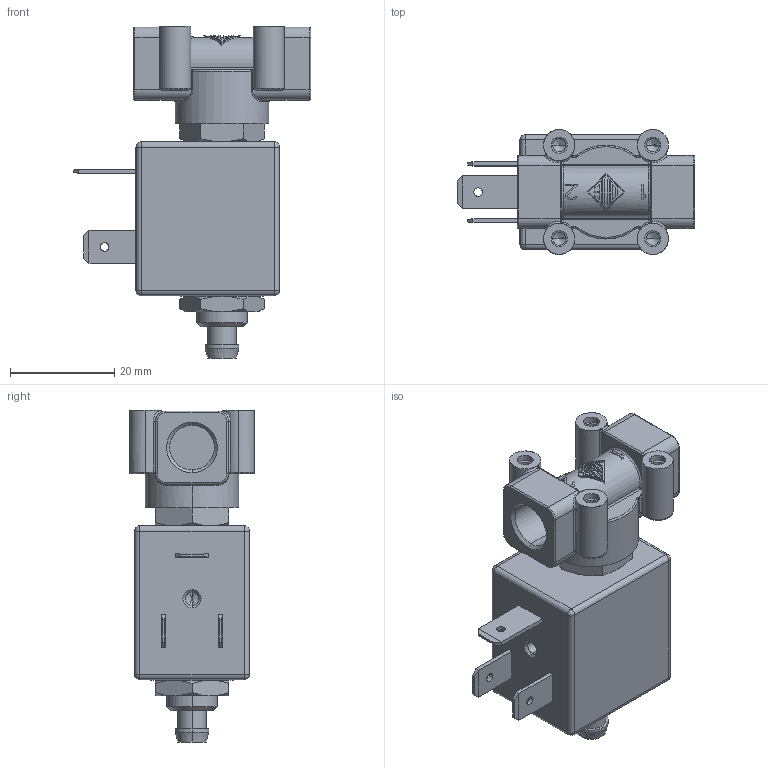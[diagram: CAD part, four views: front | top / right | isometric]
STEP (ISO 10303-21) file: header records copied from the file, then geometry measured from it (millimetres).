
FILE_DESCRIPTION((''),'2;1');
FILE_NAME('31JP1XPV12_LBA_INGOMBRO_ASM','2010-02-10T',('romeri'),('O.D.E.'),'PRO/ENGINEER BY PARAMETRIC TECHNOLOGY CORPORATION, 2005450','PRO/ENGINEER BY PARAMETRIC TECHNOLOGY CORPORATION, 2005450','');
FILE_SCHEMA(('CONFIG_CONTROL_DESIGN'));
Length unit declared in the file: millimetre
Products named in the file (6): 450JP1_12_INGOMBRO; 452095_INGOMBRO; BOBINA_5_W_INGOMBRO; 452571; 450146; 31JP1XPV12_LBA_INGOMBRO_ASM
Assembly tree (5 placements, depth 2):
  31JP1XPV12_LBA_INGOMBRO_ASM
    450JP1_12_INGOMBRO
    452095_INGOMBRO
    BOBINA_5_W_INGOMBRO
    452571
    450146
Bounding box: 45.5 x 23.96 x 63.65 mm (x, y, z)
Volume: 15769 mm3; surface area: 14835.4 mm2
Topology: 4 solids, 10 shells, 491 faces, 1147 edges, 686 vertices
Faces by surface type: plane 203, cylinder 148, cone 60, torus 32, bspline 32, sphere 16
Entity records: 19458 total; most frequent: CARTESIAN_POINT 4514, DIRECTION 2280, ORIENTED_EDGE 2254, PRESENTATION_STYLE_ASSIGNMENT 1178, STYLED_ITEM 1140, CURVE_STYLE 1135, EDGE_CURVE 1135, AXIS2_PLACEMENT_3D 897
